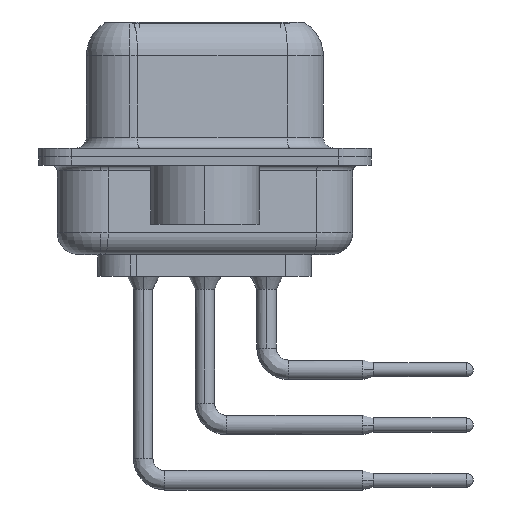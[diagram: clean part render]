
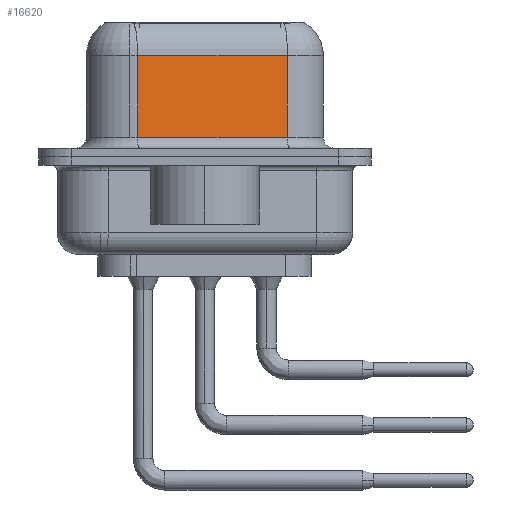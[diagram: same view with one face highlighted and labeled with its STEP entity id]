
A CAD part, left-side view. The second image highlights one B-rep face of the part: STEP entity #16620.
In plain terms, the highlighted planar face has unit normal (-0.985, -0.174, 0).
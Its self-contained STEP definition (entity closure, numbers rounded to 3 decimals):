
#270 = EDGE_CURVE ( 'NONE', #7158, #29210, #15810, .T. ) ;
#3580 = EDGE_CURVE ( 'NONE', #7158, #21697, #11552, .T. ) ;
#3716 = ORIENTED_EDGE ( 'NONE', *, *, #20631, .T. ) ;
#5048 = ORIENTED_EDGE ( 'NONE', *, *, #3580, .T. ) ;
#5686 = EDGE_LOOP ( 'NONE', ( #13261, #5048, #3716, #26269 ) ) ;
#5917 = DIRECTION ( 'NONE',  ( 0., 0., -1. ) ) ;
#7158 = VERTEX_POINT ( 'NONE', #21788 ) ;
#8638 = DIRECTION ( 'NONE',  ( 0., 0., -1. ) ) ;
#11552 = LINE ( 'NONE', #31423, #18415 ) ;
#12373 = CARTESIAN_POINT ( 'NONE',  ( 4.43, 3.103, 4.65 ) ) ;
#13134 = AXIS2_PLACEMENT_3D ( 'NONE', #13624, #31567, #16208 ) ;
#13261 = ORIENTED_EDGE ( 'NONE', *, *, #270, .F. ) ;
#13478 = DIRECTION ( 'NONE',  ( -0.174, 0.985, 0. ) ) ;
#13624 = CARTESIAN_POINT ( 'NONE',  ( 5.647, -3.797, 6.4 ) ) ;
#15088 = VECTOR ( 'NONE', #27597, 1000. ) ;
#15810 = LINE ( 'NONE', #16651, #28657 ) ;
#16208 = DIRECTION ( 'NONE',  ( -0.174, 0.985, 0. ) ) ;
#16620 = ADVANCED_FACE ( 'NONE', ( #27174 ), #21231, .F. ) ;
#16651 = CARTESIAN_POINT ( 'NONE',  ( 5.647, -3.797, 6.4 ) ) ;
#17281 = CARTESIAN_POINT ( 'NONE',  ( 5.647, -3.797, 0.9 ) ) ;
#18415 = VECTOR ( 'NONE', #13478, 1000. ) ;
#19027 = VECTOR ( 'NONE', #8638, 1000. ) ;
#20631 = EDGE_CURVE ( 'NONE', #21697, #30702, #25857, .T. ) ;
#21231 = PLANE ( 'NONE',  #13134 ) ;
#21697 = VERTEX_POINT ( 'NONE', #12373 ) ;
#21788 = CARTESIAN_POINT ( 'NONE',  ( 5.647, -3.797, 4.65 ) ) ;
#21879 = LINE ( 'NONE', #17281, #15088 ) ;
#23216 = CARTESIAN_POINT ( 'NONE',  ( 5.647, -3.797, 0.9 ) ) ;
#24046 = CARTESIAN_POINT ( 'NONE',  ( 4.43, 3.103, 6.4 ) ) ;
#24663 = CARTESIAN_POINT ( 'NONE',  ( 4.43, 3.103, 0.9 ) ) ;
#25857 = LINE ( 'NONE', #24046, #19027 ) ;
#26269 = ORIENTED_EDGE ( 'NONE', *, *, #27860, .T. ) ;
#27174 = FACE_OUTER_BOUND ( 'NONE', #5686, .T. ) ;
#27597 = DIRECTION ( 'NONE',  ( 0.174, -0.985, 0. ) ) ;
#27860 = EDGE_CURVE ( 'NONE', #30702, #29210, #21879, .T. ) ;
#28657 = VECTOR ( 'NONE', #5917, 1000. ) ;
#29210 = VERTEX_POINT ( 'NONE', #23216 ) ;
#30702 = VERTEX_POINT ( 'NONE', #24663 ) ;
#31423 = CARTESIAN_POINT ( 'NONE',  ( 5.647, -3.797, 4.65 ) ) ;
#31567 = DIRECTION ( 'NONE',  ( 0.985, 0.174, 0. ) ) ;
